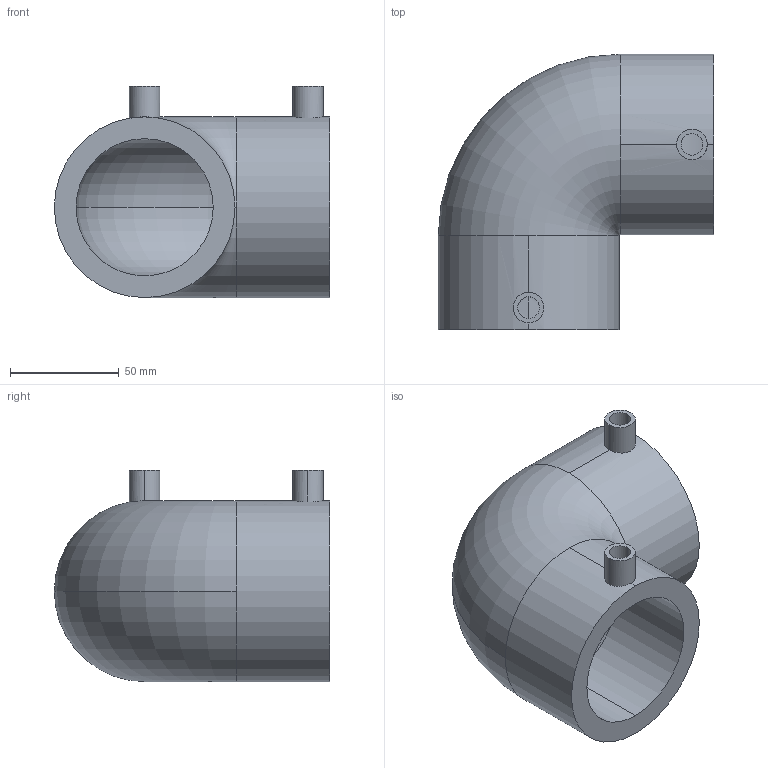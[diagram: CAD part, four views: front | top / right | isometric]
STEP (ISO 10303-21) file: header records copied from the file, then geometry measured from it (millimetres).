
FILE_DESCRIPTION (( 'STEP AP203' ), '1' );
FILE_NAME ('Ef Elbow 90° SDR11_001 117 2021 0063.step', '2025-04-30T14:39:50', ( '' ), ( '' ), 'SwSTEP 2.0', 'SolidWorks 2021', '' );
FILE_SCHEMA (( 'CONFIG_CONTROL_DESIGN' ));
Length unit declared in the file: millimetre
Products named in the file (1): Ef Elbow 90° SDR11_001 117 2021 0063
Bounding box: 126.5 x 126.5 x 97 mm (x, y, z)
Volume: 350676.3 mm3; surface area: 76438.7 mm2
Topology: 1 solids, 1 shells, 27 faces, 67 edges, 44 vertices
Faces by surface type: cylinder 19, torus 4, plane 4
Entity records: 1210 total; most frequent: CARTESIAN_POINT 471, DIRECTION 147, ORIENTED_EDGE 134, EDGE_CURVE 67, AXIS2_PLACEMENT_3D 64, VERTEX_POINT 44, CIRCLE 36, EDGE_LOOP 31
